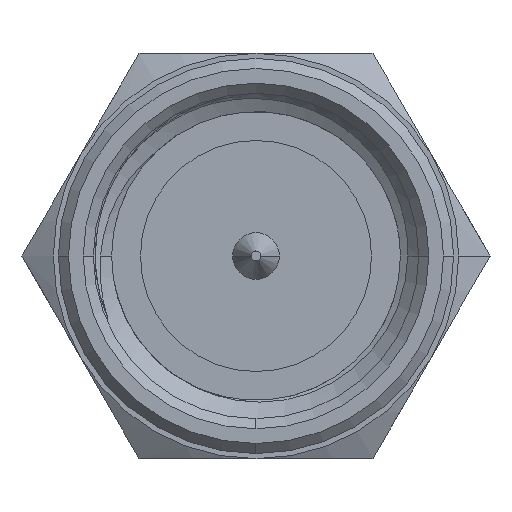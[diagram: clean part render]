
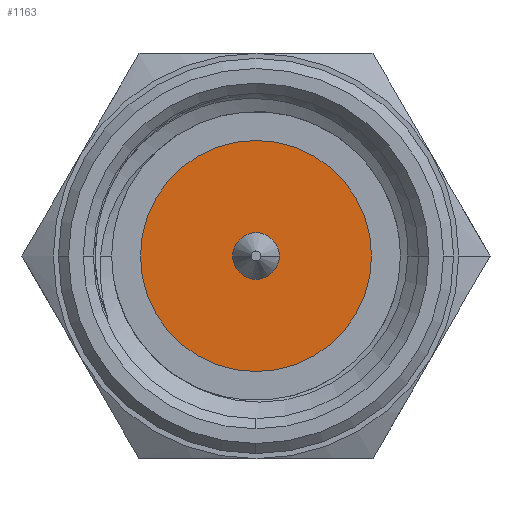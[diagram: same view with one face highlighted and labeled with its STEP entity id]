
A CAD part, left-side view. The second image highlights one B-rep face of the part: STEP entity #1163.
In plain terms, the highlighted planar face has unit normal (-1, 0, 0).
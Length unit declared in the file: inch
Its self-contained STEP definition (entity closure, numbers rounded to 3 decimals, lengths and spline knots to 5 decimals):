
#27 = CARTESIAN_POINT ( 'NONE',  ( 0.12402, 0., 0. ) ) ;
#298 = CARTESIAN_POINT ( 'NONE',  ( 0.12402, -0.01811, 0. ) ) ;
#410 = VERTEX_POINT ( 'NONE', #4297 ) ;
#523 = VERTEX_POINT ( 'NONE', #298 ) ;
#526 = ORIENTED_EDGE ( 'NONE', *, *, #2109, .F. ) ;
#664 = AXIS2_PLACEMENT_3D ( 'NONE', #3154, #1166, #3187 ) ;
#802 = CARTESIAN_POINT ( 'NONE',  ( 0.12402, 0., 0. ) ) ;
#967 = DIRECTION ( 'NONE',  ( 0., 1., 0. ) ) ;
#1163 = ADVANCED_FACE ( 'NONE', ( #2353, #4398 ), #3477, .T. ) ;
#1166 = DIRECTION ( 'NONE',  ( -1., 0., 0. ) ) ;
#1389 = VERTEX_POINT ( 'NONE', #3925 ) ;
#1491 = CARTESIAN_POINT ( 'NONE',  ( 0.12402, 0., 0. ) ) ;
#1543 = DIRECTION ( 'NONE',  ( -1., 0., 0. ) ) ;
#1578 = AXIS2_PLACEMENT_3D ( 'NONE', #3306, #2621, #3034 ) ;
#1589 = DIRECTION ( 'NONE',  ( 0., 0., 1. ) ) ;
#1722 = ORIENTED_EDGE ( 'NONE', *, *, #3248, .F. ) ;
#1884 = CIRCLE ( 'NONE', #3748, 0.08976 ) ;
#2109 = EDGE_CURVE ( 'NONE', #4950, #410, #3688, .T. ) ;
#2353 = FACE_BOUND ( 'NONE', #5158, .T. ) ;
#2424 = DIRECTION ( 'NONE',  ( -1., 0., 0. ) ) ;
#2621 = DIRECTION ( 'NONE',  ( 1., 0., 0. ) ) ;
#2758 = AXIS2_PLACEMENT_3D ( 'NONE', #802, #4285, #1589 ) ;
#2936 = EDGE_LOOP ( 'NONE', ( #4489, #526 ) ) ;
#3034 = DIRECTION ( 'NONE',  ( 0., 1., 0. ) ) ;
#3154 = CARTESIAN_POINT ( 'NONE',  ( 0.12402, 0., 0. ) ) ;
#3187 = DIRECTION ( 'NONE',  ( 0., -1., 0. ) ) ;
#3248 = EDGE_CURVE ( 'NONE', #523, #1389, #4958, .T. ) ;
#3306 = CARTESIAN_POINT ( 'NONE',  ( 0.12402, 0., 0. ) ) ;
#3477 = PLANE ( 'NONE',  #2758 ) ;
#3538 = AXIS2_PLACEMENT_3D ( 'NONE', #1491, #1543, #4667 ) ;
#3688 = CIRCLE ( 'NONE', #1578, 0.08976 ) ;
#3748 = AXIS2_PLACEMENT_3D ( 'NONE', #27, #2424, #967 ) ;
#3771 = EDGE_CURVE ( 'NONE', #4950, #410, #1884, .T. ) ;
#3925 = CARTESIAN_POINT ( 'NONE',  ( 0.12402, 0.01811, 0. ) ) ;
#3990 = CARTESIAN_POINT ( 'NONE',  ( 0.12402, 0.08976, 0. ) ) ;
#4285 = DIRECTION ( 'NONE',  ( -1., 0., 0. ) ) ;
#4297 = CARTESIAN_POINT ( 'NONE',  ( 0.12402, -0.08976, 0. ) ) ;
#4398 = FACE_OUTER_BOUND ( 'NONE', #2936, .T. ) ;
#4489 = ORIENTED_EDGE ( 'NONE', *, *, #3771, .T. ) ;
#4667 = DIRECTION ( 'NONE',  ( 0., 1., 0. ) ) ;
#4726 = EDGE_CURVE ( 'NONE', #1389, #523, #5138, .T. ) ;
#4885 = ORIENTED_EDGE ( 'NONE', *, *, #4726, .F. ) ;
#4950 = VERTEX_POINT ( 'NONE', #3990 ) ;
#4958 = CIRCLE ( 'NONE', #664, 0.01811 ) ;
#5138 = CIRCLE ( 'NONE', #3538, 0.01811 ) ;
#5158 = EDGE_LOOP ( 'NONE', ( #1722, #4885 ) ) ;
